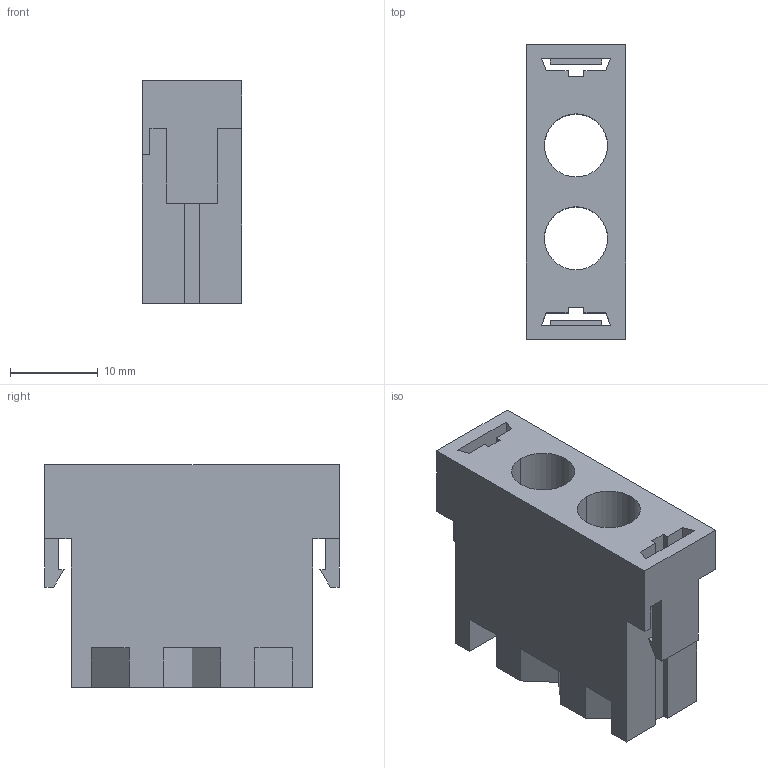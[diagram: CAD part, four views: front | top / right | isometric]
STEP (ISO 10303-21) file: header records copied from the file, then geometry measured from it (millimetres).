
FILE_DESCRIPTION(('CATIA V5 STEP Exchange','CAx-IF Rec.Pracs.--- Model Styling and Organization---1.2---2011-12-15'),'2;1');
FILE_NAME ('025757-3_1_1894710000_1894710000.stp','2018-08-28T15:15:32+00:00',('none'),('Weidmueller'),'CATIA Version 5-6 Release 2014','CATIA V5 STEP AP214','none');
FILE_SCHEMA(('AUTOMOTIVE_DESIGN { 1 0 10303 214 1 1 1 1 }'));
Length unit declared in the file: millimetre
Products named in the file (1): 1894710000
Bounding box: 11.4 x 33.6 x 25.4 mm (x, y, z)
Volume: 6015 mm3; surface area: 4412 mm2
Topology: 1 solids, 1 shells, 66 faces, 194 edges, 128 vertices
Faces by surface type: plane 58, cylinder 4, cone 4
Entity records: 2080 total; most frequent: ORIENTED_EDGE 388, CARTESIAN_POINT 368, DIRECTION 284, EDGE_CURVE 194, VECTOR 182, LINE 182, VERTEX_POINT 128, EDGE_LOOP 72
